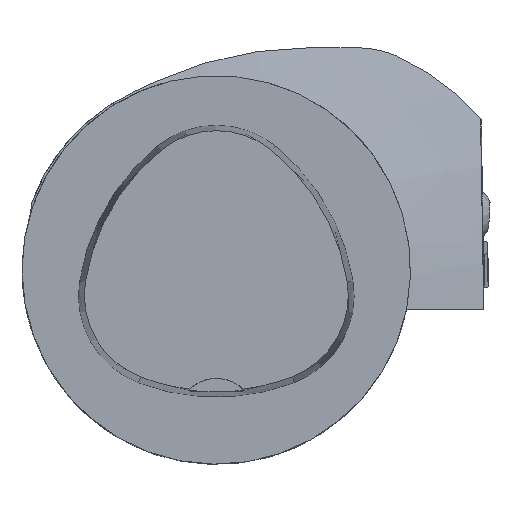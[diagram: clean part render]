
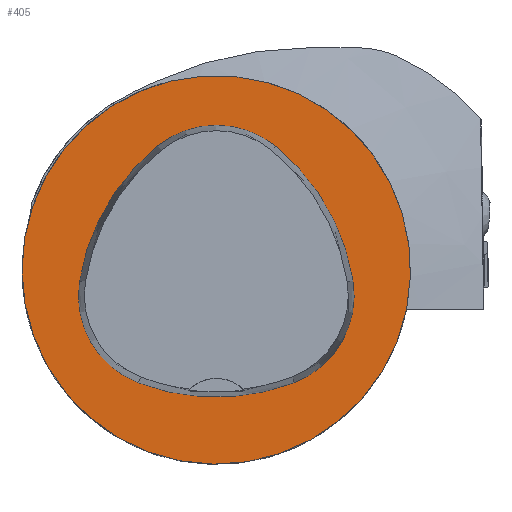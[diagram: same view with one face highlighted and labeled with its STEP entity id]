
A CAD part, top view. The second image highlights one B-rep face of the part: STEP entity #405.
In plain terms, the highlighted planar face has unit normal (0, 0, 1).
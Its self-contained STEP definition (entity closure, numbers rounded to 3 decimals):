
#305=PLANE('',#3289);
#405=ADVANCED_FACE('',(#1120,#1121),#305,.T.);
#1120=FACE_BOUND('',#1191,.T.);
#1121=FACE_BOUND('',#1192,.T.);
#1191=EDGE_LOOP('',(#1623,#1624,#1625,#1626,#1627,#1628));
#1192=EDGE_LOOP('',(#1629));
#1623=ORIENTED_EDGE('',*,*,#2704,.T.);
#1624=ORIENTED_EDGE('',*,*,#2684,.T.);
#1625=ORIENTED_EDGE('',*,*,#2688,.T.);
#1626=ORIENTED_EDGE('',*,*,#2691,.T.);
#1627=ORIENTED_EDGE('',*,*,#2694,.T.);
#1628=ORIENTED_EDGE('',*,*,#2702,.T.);
#1629=ORIENTED_EDGE('',*,*,#2616,.F.);
#2327=VERTEX_POINT('',#4479);
#2378=VERTEX_POINT('',#4743);
#2379=VERTEX_POINT('',#4744);
#2382=VERTEX_POINT('',#4752);
#2384=VERTEX_POINT('',#4758);
#2386=VERTEX_POINT('',#4764);
#2393=VERTEX_POINT('',#4785);
#2616=EDGE_CURVE('',#2327,#2327,#3040,.T.);
#2684=EDGE_CURVE('',#2378,#2379,#3052,.T.);
#2688=EDGE_CURVE('',#2379,#2382,#3054,.T.);
#2691=EDGE_CURVE('',#2382,#2384,#3056,.T.);
#2694=EDGE_CURVE('',#2384,#2386,#3058,.T.);
#2702=EDGE_CURVE('',#2386,#2393,#3062,.T.);
#2704=EDGE_CURVE('',#2393,#2378,#3064,.T.);
#3040=CIRCLE('',#3211,25.);
#3052=CIRCLE('',#3267,28.);
#3054=CIRCLE('',#3270,12.);
#3056=CIRCLE('',#3273,28.);
#3058=CIRCLE('',#3276,12.);
#3062=CIRCLE('',#3281,28.);
#3064=CIRCLE('',#3284,12.);
#3211=AXIS2_PLACEMENT_3D('',#4478,#3549,#3550);
#3267=AXIS2_PLACEMENT_3D('',#4742,#3694,#3695);
#3270=AXIS2_PLACEMENT_3D('',#4751,#3702,#3703);
#3273=AXIS2_PLACEMENT_3D('',#4757,#3709,#3710);
#3276=AXIS2_PLACEMENT_3D('',#4763,#3716,#3717);
#3281=AXIS2_PLACEMENT_3D('',#4786,#3728,#3729);
#3284=AXIS2_PLACEMENT_3D('',#4789,#3734,#3735);
#3289=AXIS2_PLACEMENT_3D('',#4794,#3744,#3745);
#3549=DIRECTION('',(0.,0.,-1.));
#3550=DIRECTION('',(-1.,0.,0.));
#3694=DIRECTION('',(0.,0.,-1.));
#3695=DIRECTION('',(-1.,0.,0.));
#3702=DIRECTION('',(0.,0.,-1.));
#3703=DIRECTION('',(-1.,0.,0.));
#3709=DIRECTION('',(0.,0.,-1.));
#3710=DIRECTION('',(-1.,0.,0.));
#3716=DIRECTION('',(0.,0.,-1.));
#3717=DIRECTION('',(-1.,0.,0.));
#3728=DIRECTION('',(0.,0.,-1.));
#3729=DIRECTION('',(-1.,0.,0.));
#3734=DIRECTION('',(0.,0.,-1.));
#3735=DIRECTION('',(-1.,0.,0.));
#3744=DIRECTION('',(0.,0.,1.));
#3745=DIRECTION('',(1.,0.,0.));
#4478=CARTESIAN_POINT('',(0.,0.,0.));
#4479=CARTESIAN_POINT('',(-25.,0.,0.));
#4742=CARTESIAN_POINT('',(10.068,-5.824,0.));
#4743=CARTESIAN_POINT('',(-17.584,-1.424,0.));
#4744=CARTESIAN_POINT('',(-7.531,15.953,0.));
#4751=CARTESIAN_POINT('',(0.011,6.62,0.));
#4752=CARTESIAN_POINT('',(7.567,15.942,0.));
#4757=CARTESIAN_POINT('',(-10.063,-5.81,0.));
#4758=CARTESIAN_POINT('',(17.59,-1.418,0.));
#4763=CARTESIAN_POINT('',(5.739,-3.3,0.));
#4764=CARTESIAN_POINT('',(10.05,-14.499,0.));
#4785=CARTESIAN_POINT('',(-10.025,-14.516,0.));
#4786=CARTESIAN_POINT('',(-0.01,11.631,0.));
#4789=CARTESIAN_POINT('',(-5.733,-3.31,0.));
#4794=CARTESIAN_POINT('',(0.,0.,0.));
